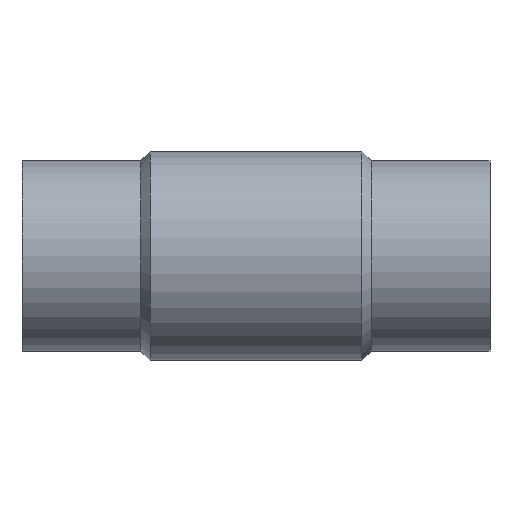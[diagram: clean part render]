
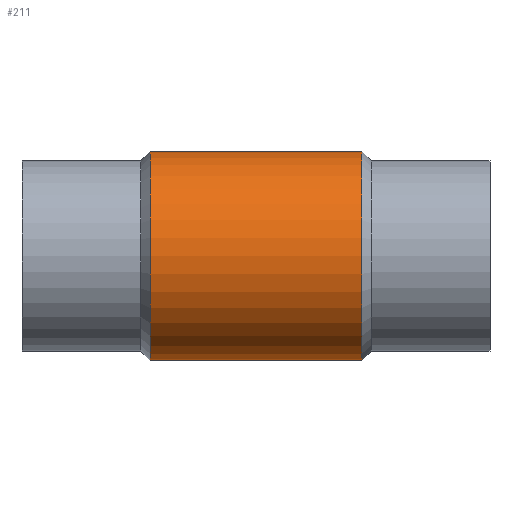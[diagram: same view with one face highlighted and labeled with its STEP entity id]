
A CAD part, top view. The second image highlights one B-rep face of the part: STEP entity #211.
In plain terms, the highlighted cylindrical face has radius 88 mm (diameter 176 mm), a full revolution.
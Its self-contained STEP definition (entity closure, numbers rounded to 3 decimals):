
#25=FACE_OUTER_BOUND('',#38,.T.);
#38=EDGE_LOOP('',(#149,#150,#151,#152,#153,#154,#155,#156,#157));
#56=B_SPLINE_CURVE_WITH_KNOTS('',3,(#416,#417,#418,#419,#420,#421,#422,
#423,#424,#425,#426,#427,#428,#429,#430,#431,#432,#433,#434,#435,#436,#437,
#438,#439,#440,#441,#442,#443,#444,#445,#446,#447,#448,#449),
 .UNSPECIFIED.,.F.,.F.,(4,2,2,2,2,2,2,2,2,2,2,2,2,2,2,2,4),(9.528,
10.712,11.895,13.078,14.262,15.46,
16.659,17.858,19.057,20.256,21.454,
22.653,23.852,25.035,26.219,27.402,
28.585),.UNSPECIFIED.);
#57=B_SPLINE_CURVE_WITH_KNOTS('',3,(#454,#455,#456,#457,#458,#459,#460,
#461,#462,#463,#464,#465,#466,#467,#468,#469,#470,#471),.UNSPECIFIED.,.F.,
 .F.,(4,2,2,2,2,2,2,2,4),(28.585,29.768,30.952,
32.135,33.318,34.517,35.716,36.915,
38.114),.UNSPECIFIED.);
#58=B_SPLINE_CURVE_WITH_KNOTS('',3,(#472,#473,#474,#475,#476,#477,#478,
#479,#480,#481,#482,#483,#484,#485,#486,#487,#488,#489),.UNSPECIFIED.,.F.,
 .F.,(4,2,2,2,2,2,2,2,4),(0.,1.199,2.398,3.596,
4.795,5.979,7.162,8.345,9.528),
 .UNSPECIFIED.);
#60=LINE('',#414,#72);
#61=LINE('',#451,#73);
#72=VECTOR('',#279,88.);
#73=VECTOR('',#280,88.);
#84=CIRCLE('',#246,88.);
#85=CIRCLE('',#247,88.);
#99=VERTEX_POINT('',#411);
#100=VERTEX_POINT('',#413);
#101=VERTEX_POINT('',#415);
#102=VERTEX_POINT('',#450);
#103=VERTEX_POINT('',#453);
#118=EDGE_CURVE('',#99,#99,#84,.T.);
#119=EDGE_CURVE('',#99,#100,#60,.T.);
#120=EDGE_CURVE('',#100,#101,#56,.T.);
#121=EDGE_CURVE('',#101,#102,#61,.T.);
#122=EDGE_CURVE('',#102,#102,#85,.T.);
#123=EDGE_CURVE('',#101,#103,#57,.T.);
#124=EDGE_CURVE('',#103,#100,#58,.T.);
#149=ORIENTED_EDGE('',*,*,#118,.F.);
#150=ORIENTED_EDGE('',*,*,#119,.T.);
#151=ORIENTED_EDGE('',*,*,#120,.T.);
#152=ORIENTED_EDGE('',*,*,#121,.T.);
#153=ORIENTED_EDGE('',*,*,#122,.T.);
#154=ORIENTED_EDGE('',*,*,#121,.F.);
#155=ORIENTED_EDGE('',*,*,#123,.T.);
#156=ORIENTED_EDGE('',*,*,#124,.T.);
#157=ORIENTED_EDGE('',*,*,#119,.F.);
#204=CYLINDRICAL_SURFACE('',#245,88.);
#211=ADVANCED_FACE('',(#25),#204,.T.);
#245=AXIS2_PLACEMENT_3D('',#410,#275,#276);
#246=AXIS2_PLACEMENT_3D('',#412,#277,#278);
#247=AXIS2_PLACEMENT_3D('',#452,#281,#282);
#275=DIRECTION('center_axis',(-1.,0.,0.));
#276=DIRECTION('ref_axis',(0.,0.,1.));
#277=DIRECTION('center_axis',(-1.,0.,0.));
#278=DIRECTION('ref_axis',(0.,0.,1.));
#279=DIRECTION('',(1.,0.,0.));
#280=DIRECTION('',(1.,0.,0.));
#281=DIRECTION('center_axis',(-1.,0.,0.));
#282=DIRECTION('ref_axis',(0.,0.,1.));
#410=CARTESIAN_POINT('Origin',(0.,0.,0.));
#411=CARTESIAN_POINT('',(-89.,0.,-88.));
#412=CARTESIAN_POINT('Origin',(-89.,0.,0.));
#413=CARTESIAN_POINT('',(-60.5,0.,-88.));
#414=CARTESIAN_POINT('',(0.,0.,-88.));
#415=CARTESIAN_POINT('',(60.5,0.,-88.));
#416=CARTESIAN_POINT('Ctrl Pts',(-60.5,0.,-88.));
#417=CARTESIAN_POINT('Ctrl Pts',(-60.5,-3.944,-88.));
#418=CARTESIAN_POINT('Ctrl Pts',(-60.108,-7.981,-87.729));
#419=CARTESIAN_POINT('Ctrl Pts',(-58.507,-15.925,-86.64));
#420=CARTESIAN_POINT('Ctrl Pts',(-57.298,-19.834,-85.822));
#421=CARTESIAN_POINT('Ctrl Pts',(-54.163,-27.256,-83.761));
#422=CARTESIAN_POINT('Ctrl Pts',(-52.233,-30.777,-82.517));
#423=CARTESIAN_POINT('Ctrl Pts',(-47.84,-37.241,-79.809));
#424=CARTESIAN_POINT('Ctrl Pts',(-45.375,-40.185,-78.346));
#425=CARTESIAN_POINT('Ctrl Pts',(-40.15,-45.409,-75.439));
#426=CARTESIAN_POINT('Ctrl Pts',(-37.188,-47.88,-73.882));
#427=CARTESIAN_POINT('Ctrl Pts',(-30.726,-52.263,-70.85));
#428=CARTESIAN_POINT('Ctrl Pts',(-27.225,-54.176,-69.376));
#429=CARTESIAN_POINT('Ctrl Pts',(-19.853,-57.29,-66.828));
#430=CARTESIAN_POINT('Ctrl Pts',(-15.973,-58.493,-65.755));
#431=CARTESIAN_POINT('Ctrl Pts',(-8.045,-60.099,-64.291));
#432=CARTESIAN_POINT('Ctrl Pts',(-3.996,-60.5,-63.904));
#433=CARTESIAN_POINT('Ctrl Pts',(3.996,-60.5,-63.904));
#434=CARTESIAN_POINT('Ctrl Pts',(8.045,-60.099,-64.291));
#435=CARTESIAN_POINT('Ctrl Pts',(15.973,-58.493,-65.755));
#436=CARTESIAN_POINT('Ctrl Pts',(19.853,-57.29,-66.828));
#437=CARTESIAN_POINT('Ctrl Pts',(27.225,-54.176,-69.376));
#438=CARTESIAN_POINT('Ctrl Pts',(30.726,-52.263,-70.85));
#439=CARTESIAN_POINT('Ctrl Pts',(37.188,-47.88,-73.882));
#440=CARTESIAN_POINT('Ctrl Pts',(40.15,-45.409,-75.439));
#441=CARTESIAN_POINT('Ctrl Pts',(45.375,-40.185,-78.346));
#442=CARTESIAN_POINT('Ctrl Pts',(47.84,-37.241,-79.809));
#443=CARTESIAN_POINT('Ctrl Pts',(52.233,-30.777,-82.517));
#444=CARTESIAN_POINT('Ctrl Pts',(54.163,-27.256,-83.761));
#445=CARTESIAN_POINT('Ctrl Pts',(57.298,-19.834,-85.822));
#446=CARTESIAN_POINT('Ctrl Pts',(58.507,-15.925,-86.64));
#447=CARTESIAN_POINT('Ctrl Pts',(60.108,-7.981,-87.729));
#448=CARTESIAN_POINT('Ctrl Pts',(60.5,-3.944,-88.));
#449=CARTESIAN_POINT('Ctrl Pts',(60.5,0.,-88.));
#450=CARTESIAN_POINT('',(89.,0.,-88.));
#451=CARTESIAN_POINT('',(0.,0.,-88.));
#452=CARTESIAN_POINT('Origin',(89.,0.,0.));
#453=CARTESIAN_POINT('',(0.,60.5,-63.904));
#454=CARTESIAN_POINT('Ctrl Pts',(60.5,0.,-88.));
#455=CARTESIAN_POINT('Ctrl Pts',(60.5,3.944,-88.));
#456=CARTESIAN_POINT('Ctrl Pts',(60.108,7.981,-87.729));
#457=CARTESIAN_POINT('Ctrl Pts',(58.507,15.925,-86.64));
#458=CARTESIAN_POINT('Ctrl Pts',(57.298,19.834,-85.822));
#459=CARTESIAN_POINT('Ctrl Pts',(54.163,27.256,-83.761));
#460=CARTESIAN_POINT('Ctrl Pts',(52.233,30.777,-82.517));
#461=CARTESIAN_POINT('Ctrl Pts',(47.84,37.241,-79.809));
#462=CARTESIAN_POINT('Ctrl Pts',(45.375,40.185,-78.346));
#463=CARTESIAN_POINT('Ctrl Pts',(40.15,45.409,-75.439));
#464=CARTESIAN_POINT('Ctrl Pts',(37.188,47.88,-73.882));
#465=CARTESIAN_POINT('Ctrl Pts',(30.726,52.263,-70.85));
#466=CARTESIAN_POINT('Ctrl Pts',(27.225,54.176,-69.376));
#467=CARTESIAN_POINT('Ctrl Pts',(19.853,57.29,-66.828));
#468=CARTESIAN_POINT('Ctrl Pts',(15.973,58.493,-65.755));
#469=CARTESIAN_POINT('Ctrl Pts',(8.045,60.099,-64.291));
#470=CARTESIAN_POINT('Ctrl Pts',(3.996,60.5,-63.904));
#471=CARTESIAN_POINT('Ctrl Pts',(0.,60.5,-63.904));
#472=CARTESIAN_POINT('Ctrl Pts',(0.,60.5,-63.904));
#473=CARTESIAN_POINT('Ctrl Pts',(-3.996,60.5,-63.904));
#474=CARTESIAN_POINT('Ctrl Pts',(-8.045,60.099,-64.291));
#475=CARTESIAN_POINT('Ctrl Pts',(-15.973,58.493,-65.755));
#476=CARTESIAN_POINT('Ctrl Pts',(-19.853,57.29,-66.828));
#477=CARTESIAN_POINT('Ctrl Pts',(-27.225,54.176,-69.376));
#478=CARTESIAN_POINT('Ctrl Pts',(-30.726,52.263,-70.85));
#479=CARTESIAN_POINT('Ctrl Pts',(-37.188,47.88,-73.882));
#480=CARTESIAN_POINT('Ctrl Pts',(-40.15,45.409,-75.439));
#481=CARTESIAN_POINT('Ctrl Pts',(-45.375,40.185,-78.346));
#482=CARTESIAN_POINT('Ctrl Pts',(-47.84,37.241,-79.809));
#483=CARTESIAN_POINT('Ctrl Pts',(-52.233,30.777,-82.517));
#484=CARTESIAN_POINT('Ctrl Pts',(-54.163,27.256,-83.761));
#485=CARTESIAN_POINT('Ctrl Pts',(-57.298,19.834,-85.822));
#486=CARTESIAN_POINT('Ctrl Pts',(-58.507,15.925,-86.64));
#487=CARTESIAN_POINT('Ctrl Pts',(-60.108,7.981,-87.729));
#488=CARTESIAN_POINT('Ctrl Pts',(-60.5,3.944,-88.));
#489=CARTESIAN_POINT('Ctrl Pts',(-60.5,0.,-88.));
